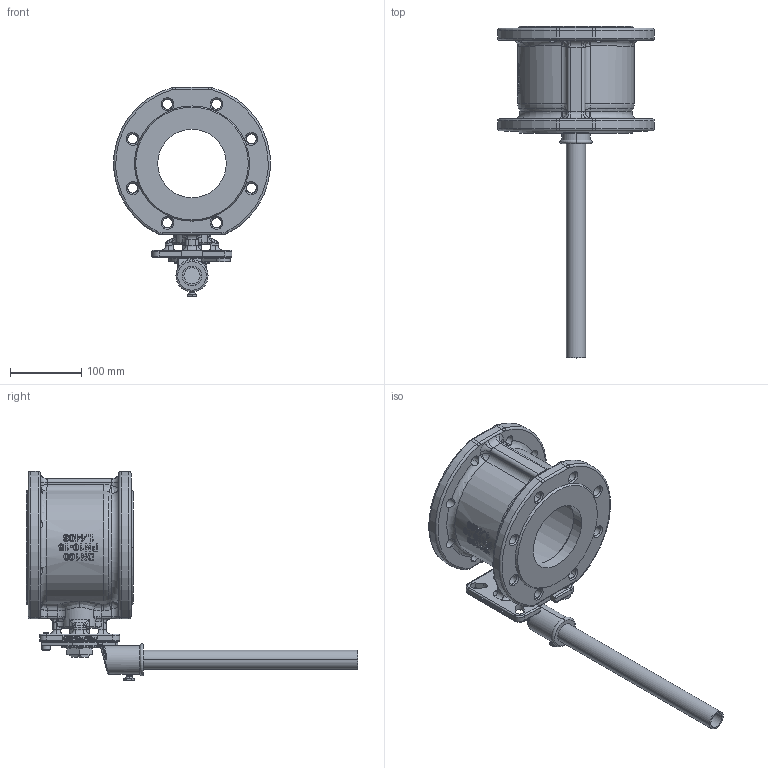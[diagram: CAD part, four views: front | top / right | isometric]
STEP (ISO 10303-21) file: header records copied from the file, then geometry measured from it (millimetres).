
FILE_DESCRIPTION((''),'2;1');
FILE_NAME('2052AD-100-ASS_ASM','2015-08-14T',('Administrator'),(''),'PRO/ENGINEER BY PARAMETRIC TECHNOLOGY CORPORATION, 2011080','PRO/ENGINEER BY PARAMETRIC TECHNOLOGY CORPORATION, 2011080','');
FILE_SCHEMA(('CONFIG_CONTROL_DESIGN'));
Length unit declared in the file: millimetre
Products named in the file (9): 2052AD100-M01-01; 2052AD100-M02-01; 2019SD-STOPPIN-065; 2013NDAD-STEM-100; 2019SD-100-HANDLE-HEAD-NEW; 2019SD-DN100-HANDLE-TUBE; 026-G016; 027-G020; 2052AD-100-ASS_ASM
Assembly tree (8 placements, depth 2):
  2052AD-100-ASS_ASM
    2052AD100-M01-01
    2052AD100-M02-01
    2019SD-STOPPIN-065
    2013NDAD-STEM-100
    2019SD-100-HANDLE-HEAD-NEW
    2019SD-DN100-HANDLE-TUBE
    026-G016
    027-G020
Bounding box: 219.59 x 465 x 294.12 mm (x, y, z)
Volume: 1883378.1 mm3; surface area: 406489.3 mm2
Topology: 8 solids, 8 shells, 1115 faces, 2909 edges, 1837 vertices
Faces by surface type: plane 294, cylinder 259, extrusion 243, torus 113, bspline 111, cone 89, sphere 6
Entity records: 43659 total; most frequent: CARTESIAN_POINT 17602, ORIENTED_EDGE 5818, DIRECTION 4611, EDGE_CURVE 2909, VERTEX_POINT 1837, AXIS2_PLACEMENT_3D 1613, VECTOR 1385, EDGE_LOOP 1208
